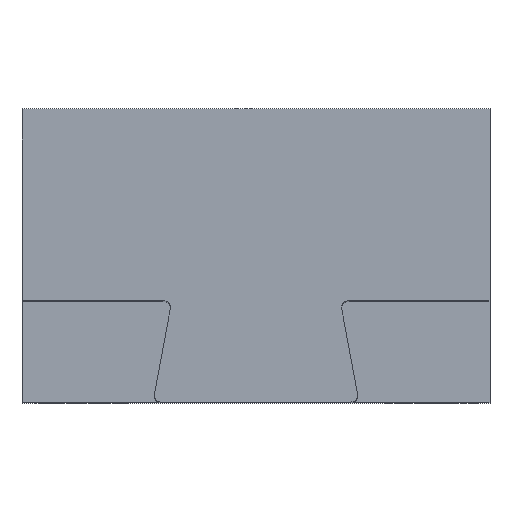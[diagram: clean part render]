
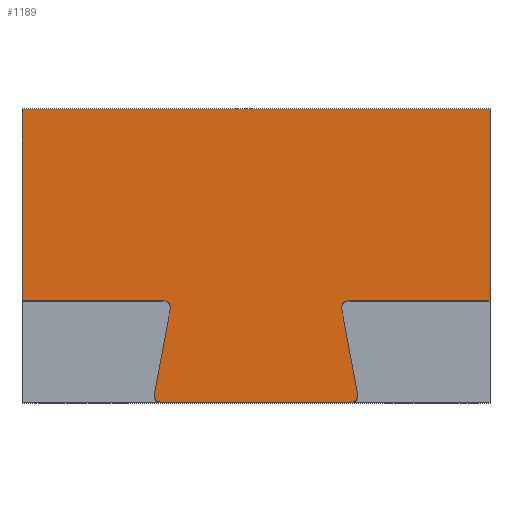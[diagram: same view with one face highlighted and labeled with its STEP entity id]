
A CAD part, top view. The second image highlights one B-rep face of the part: STEP entity #1189.
In plain terms, the highlighted planar face has unit normal (0, 0, 1).
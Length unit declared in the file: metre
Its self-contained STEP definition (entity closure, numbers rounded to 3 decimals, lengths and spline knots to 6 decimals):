
#69=B_SPLINE_CURVE_WITH_KNOTS('',3,(#1698,#1699,#1700,#1701),
 .UNSPECIFIED.,.F.,.F.,(4,4),(0.,1.),.UNSPECIFIED.);
#70=B_SPLINE_CURVE_WITH_KNOTS('',3,(#1705,#1706,#1707,#1708,#1709),
 .UNSPECIFIED.,.F.,.F.,(4,1,4),(0.,0.00046,0.000921),
 .UNSPECIFIED.);
#71=B_SPLINE_CURVE_WITH_KNOTS('',3,(#1718,#1719,#1720,#1721,#1722),
 .UNSPECIFIED.,.F.,.F.,(4,1,4),(0.,0.00046,0.000921),
 .UNSPECIFIED.);
#72=B_SPLINE_CURVE_WITH_KNOTS('',3,(#1726,#1727,#1728,#1729),
 .UNSPECIFIED.,.F.,.F.,(4,4),(0.,1.),.UNSPECIFIED.);
#145=ORIENTED_EDGE('',*,*,#479,.T.);
#146=ORIENTED_EDGE('',*,*,#486,.T.);
#147=ORIENTED_EDGE('',*,*,#487,.F.);
#148=ORIENTED_EDGE('',*,*,#488,.T.);
#149=ORIENTED_EDGE('',*,*,#489,.F.);
#150=ORIENTED_EDGE('',*,*,#450,.T.);
#151=ORIENTED_EDGE('',*,*,#490,.F.);
#152=ORIENTED_EDGE('',*,*,#491,.F.);
#153=ORIENTED_EDGE('',*,*,#492,.T.);
#154=ORIENTED_EDGE('',*,*,#493,.T.);
#155=ORIENTED_EDGE('',*,*,#494,.T.);
#156=ORIENTED_EDGE('',*,*,#495,.T.);
#450=EDGE_CURVE('',#622,#621,#741,.T.);
#479=EDGE_CURVE('',#650,#649,#760,.T.);
#486=EDGE_CURVE('',#649,#656,#69,.T.);
#487=EDGE_CURVE('',#657,#656,#764,.T.);
#488=EDGE_CURVE('',#657,#658,#70,.T.);
#489=EDGE_CURVE('',#622,#658,#765,.T.);
#490=EDGE_CURVE('',#659,#621,#766,.T.);
#491=EDGE_CURVE('',#660,#659,#767,.T.);
#492=EDGE_CURVE('',#660,#661,#768,.T.);
#493=EDGE_CURVE('',#661,#662,#71,.T.);
#494=EDGE_CURVE('',#662,#663,#769,.T.);
#495=EDGE_CURVE('',#663,#650,#72,.T.);
#621=VERTEX_POINT('',#1605);
#622=VERTEX_POINT('',#1607);
#649=VERTEX_POINT('',#1680);
#650=VERTEX_POINT('',#1682);
#656=VERTEX_POINT('',#1702);
#657=VERTEX_POINT('',#1704);
#658=VERTEX_POINT('',#1710);
#659=VERTEX_POINT('',#1713);
#660=VERTEX_POINT('',#1715);
#661=VERTEX_POINT('',#1717);
#662=VERTEX_POINT('',#1723);
#663=VERTEX_POINT('',#1725);
#741=LINE('',#1606,#848);
#760=LINE('',#1681,#867);
#764=LINE('',#1703,#871);
#765=LINE('',#1711,#872);
#766=LINE('',#1712,#873);
#767=LINE('',#1714,#874);
#768=LINE('',#1716,#875);
#769=LINE('',#1724,#876);
#848=VECTOR('',#1350,1.);
#867=VECTOR('',#1375,1.);
#871=VECTOR('',#1385,1.);
#872=VECTOR('',#1386,1.);
#873=VECTOR('',#1387,1.);
#874=VECTOR('',#1388,1.);
#875=VECTOR('',#1389,1.);
#876=VECTOR('',#1390,1.);
#958=EDGE_LOOP('',(#145,#146,#147,#148,#149,#150,#151,#152,#153,#154,#155,
#156));
#1055=FACE_BOUND('',#958,.T.);
#1147=PLANE('',#1276);
#1189=ADVANCED_FACE('',(#1055),#1147,.T.);
#1276=AXIS2_PLACEMENT_3D('',#1697,#1383,#1384);
#1350=DIRECTION('',(0.,1.,0.));
#1375=DIRECTION('',(1.,0.,0.));
#1383=DIRECTION('',(0.,0.,1.));
#1384=DIRECTION('',(1.,0.,0.));
#1385=DIRECTION('',(0.182,-0.983,0.));
#1386=DIRECTION('',(-1.,0.,0.));
#1387=DIRECTION('',(1.,0.,0.));
#1388=DIRECTION('',(0.,1.,0.));
#1389=DIRECTION('',(1.,0.,0.));
#1390=DIRECTION('',(-0.182,-0.983,0.));
#1605=CARTESIAN_POINT('',(0.015,0.0003,0.036753));
#1606=CARTESIAN_POINT('',(0.015,-0.0185,0.036753));
#1607=CARTESIAN_POINT('',(0.015,-0.011999,0.036753));
#1680=CARTESIAN_POINT('',(0.005999,-0.0185,0.036753));
#1681=CARTESIAN_POINT('',(0.,-0.0185,0.036753));
#1682=CARTESIAN_POINT('',(-0.005999,-0.0185,0.036753));
#1697=CARTESIAN_POINT('',(0.,-0.0185,0.036753));
#1698=CARTESIAN_POINT('',(0.005999,-0.0185,0.036753));
#1699=CARTESIAN_POINT('',(0.0064,-0.0185,0.036753));
#1700=CARTESIAN_POINT('',(0.006564,-0.018303,0.036753));
#1701=CARTESIAN_POINT('',(0.006491,-0.017909,0.036753));
#1702=CARTESIAN_POINT('',(0.006491,-0.017909,0.036753));
#1703=CARTESIAN_POINT('',(0.006,-0.01525,0.036753));
#1704=CARTESIAN_POINT('',(0.005509,-0.01259,0.036753));
#1705=CARTESIAN_POINT('',(0.005509,-0.01259,0.036753));
#1706=CARTESIAN_POINT('',(0.005481,-0.012438,0.036753));
#1707=CARTESIAN_POINT('',(0.005491,-0.012076,0.036753));
#1708=CARTESIAN_POINT('',(0.005846,-0.011999,0.036753));
#1709=CARTESIAN_POINT('',(0.006001,-0.011999,0.036753));
#1710=CARTESIAN_POINT('',(0.006001,-0.011999,0.036753));
#1711=CARTESIAN_POINT('',(0.0102,-0.011999,0.036753));
#1712=CARTESIAN_POINT('',(0.,0.0003,0.036753));
#1713=CARTESIAN_POINT('',(-0.015,0.0003,0.036753));
#1714=CARTESIAN_POINT('',(-0.015,-0.0185,0.036753));
#1715=CARTESIAN_POINT('',(-0.015,-0.011999,0.036753));
#1716=CARTESIAN_POINT('',(-0.0102,-0.011999,0.036753));
#1717=CARTESIAN_POINT('',(-0.006001,-0.011999,0.036753));
#1718=CARTESIAN_POINT('',(-0.006001,-0.011999,0.036753));
#1719=CARTESIAN_POINT('',(-0.005846,-0.011999,0.036753));
#1720=CARTESIAN_POINT('',(-0.005492,-0.012074,0.036753));
#1721=CARTESIAN_POINT('',(-0.005481,-0.012437,0.036753));
#1722=CARTESIAN_POINT('',(-0.005509,-0.01259,0.036753));
#1723=CARTESIAN_POINT('',(-0.005509,-0.01259,0.036753));
#1724=CARTESIAN_POINT('',(-0.006,-0.01525,0.036753));
#1725=CARTESIAN_POINT('',(-0.006491,-0.017909,0.036753));
#1726=CARTESIAN_POINT('',(-0.006491,-0.017909,0.036753));
#1727=CARTESIAN_POINT('',(-0.006564,-0.018303,0.036753));
#1728=CARTESIAN_POINT('',(-0.0064,-0.0185,0.036753));
#1729=CARTESIAN_POINT('',(-0.005999,-0.0185,0.036753));
